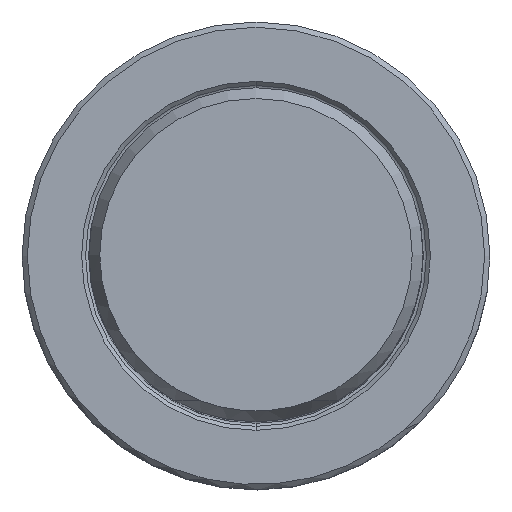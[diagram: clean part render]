
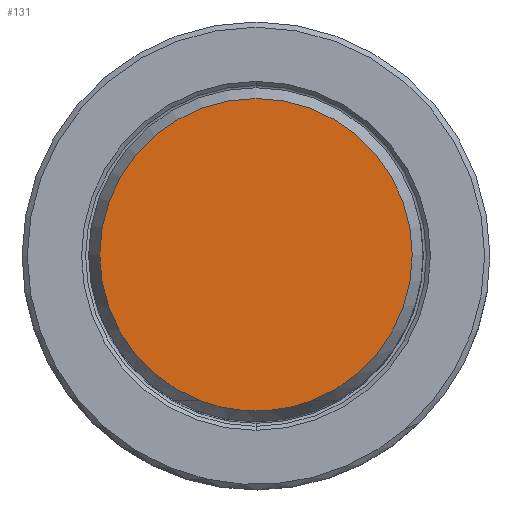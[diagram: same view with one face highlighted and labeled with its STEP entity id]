
A CAD part, top view. The second image highlights one B-rep face of the part: STEP entity #131.
In plain terms, the highlighted planar face has unit normal (0, 0, 1).
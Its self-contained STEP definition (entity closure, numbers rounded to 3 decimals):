
#40=PLANE('',#1213);
#131=ADVANCED_FACE('',(#213),#40,.F.);
#213=FACE_OUTER_BOUND('',#275,.T.);
#275=EDGE_LOOP('',(#443,#444,#445,#446));
#443=ORIENTED_EDGE('',*,*,#740,.F.);
#444=ORIENTED_EDGE('',*,*,#741,.F.);
#445=ORIENTED_EDGE('',*,*,#742,.F.);
#446=ORIENTED_EDGE('',*,*,#743,.F.);
#625=VERTEX_POINT('',#2232);
#626=VERTEX_POINT('',#2233);
#627=VERTEX_POINT('',#2235);
#628=VERTEX_POINT('',#2237);
#740=EDGE_CURVE('',#625,#626,#898,.T.);
#741=EDGE_CURVE('',#627,#625,#899,.T.);
#742=EDGE_CURVE('',#628,#627,#900,.T.);
#743=EDGE_CURVE('',#626,#628,#901,.T.);
#898=CIRCLE('',#1209,14.847);
#899=CIRCLE('',#1210,14.847);
#900=CIRCLE('',#1211,14.847);
#901=CIRCLE('',#1212,14.847);
#1209=AXIS2_PLACEMENT_3D('',#2231,#1461,#1462);
#1210=AXIS2_PLACEMENT_3D('',#2234,#1463,#1464);
#1211=AXIS2_PLACEMENT_3D('',#2236,#1465,#1466);
#1212=AXIS2_PLACEMENT_3D('',#2238,#1467,#1468);
#1213=AXIS2_PLACEMENT_3D('',#2239,#1469,#1470);
#1461=DIRECTION('',(0.,0.,-1.));
#1462=DIRECTION('',(0.356,-0.935,0.));
#1463=DIRECTION('',(0.,0.,-1.));
#1464=DIRECTION('',(1.,0.,0.));
#1465=DIRECTION('',(0.,0.,-1.));
#1466=DIRECTION('',(-1.,0.,0.));
#1467=DIRECTION('',(0.,0.,-1.));
#1468=DIRECTION('',(-0.356,-0.935,0.));
#1469=DIRECTION('',(0.,0.,-1.));
#1470=DIRECTION('',(-1.,0.,0.));
#2231=CARTESIAN_POINT('',(0.,0.,60.33));
#2232=CARTESIAN_POINT('',(5.284,-13.875,60.33));
#2233=CARTESIAN_POINT('',(-5.284,-13.875,60.33));
#2234=CARTESIAN_POINT('',(0.,0.,60.33));
#2235=CARTESIAN_POINT('',(14.847,0.,60.33));
#2236=CARTESIAN_POINT('',(0.,0.,60.33));
#2237=CARTESIAN_POINT('',(-14.847,0.,60.33));
#2238=CARTESIAN_POINT('',(0.,0.,60.33));
#2239=CARTESIAN_POINT('',(0.,0.,60.33));
